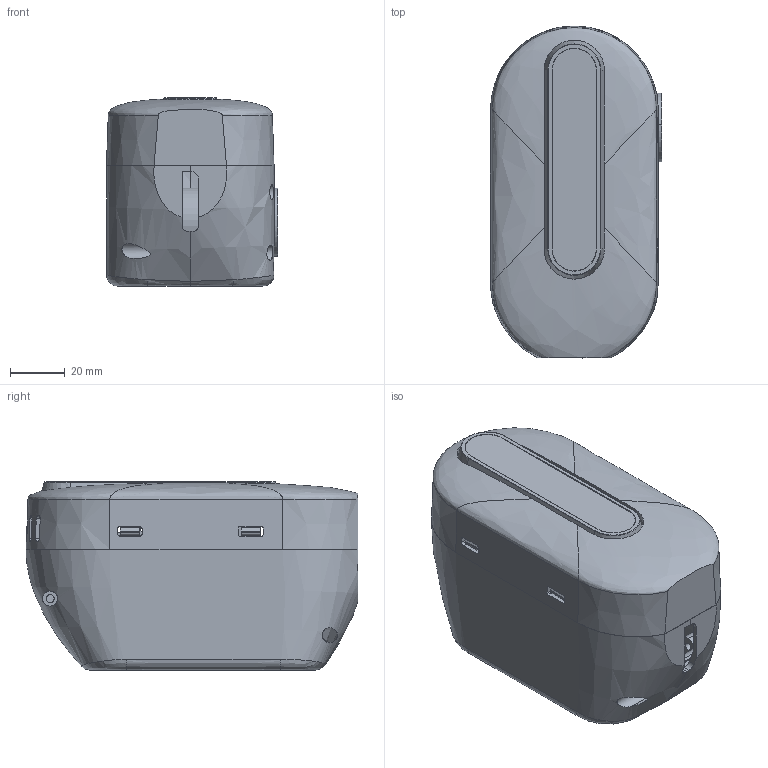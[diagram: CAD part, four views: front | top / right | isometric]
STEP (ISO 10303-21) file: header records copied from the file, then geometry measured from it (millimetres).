
FILE_DESCRIPTION (( 'STEP AP214' ), '1' );
FILE_NAME ('SUB-202_head_tilt_simple.STEP', '2023-01-03T23:52:04', ( '' ), ( '' ), 'SwSTEP 2.0', 'SolidWorks 2018', '' );
FILE_SCHEMA (( 'AUTOMOTIVE_DESIGN' ));
Length unit declared in the file: millimetre
Products named in the file (1): SUB-202_head_tilt_simple
Bounding box: 62.27 x 120.84 x 68.48 mm (x, y, z)
Surface area: 64015.7 mm2 (no closed solid volume)
Topology: 0 solids, 26 shells, 246 faces, 1230 edges, 1009 vertices
Faces by surface type: cylinder 97, plane 88, bspline 44, cone 15, torus 2
Entity records: 28493 total; most frequent: CARTESIAN_POINT 16917, ORIENTED_EDGE 1695, DIRECTION 1595, EDGE_CURVE 1230, VERTEX_POINT 1009, AXIS2_PLACEMENT_3D 578, VECTOR 439, LINE 439
